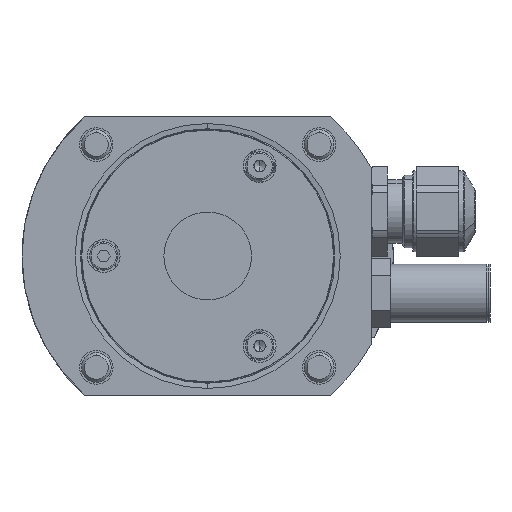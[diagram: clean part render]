
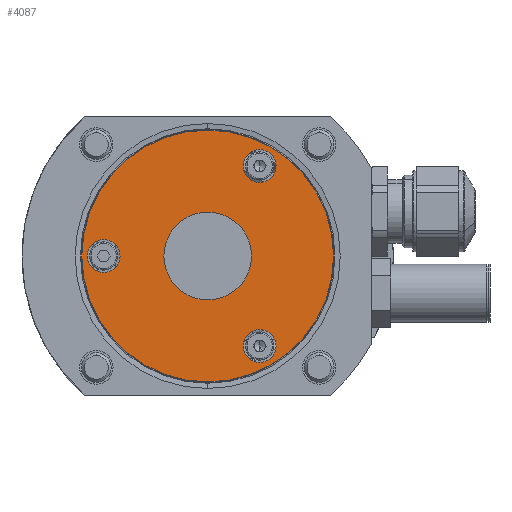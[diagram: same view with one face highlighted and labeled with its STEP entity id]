
A CAD part, left-side view. The second image highlights one B-rep face of the part: STEP entity #4087.
In plain terms, the highlighted planar face has unit normal (-1, 0, 0).
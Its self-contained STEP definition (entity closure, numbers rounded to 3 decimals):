
#3829 = VERTEX_POINT ( 'NONE', #11466 ) ;
#3830 = EDGE_CURVE ( 'NONE', #3851, #3829, #11449, .T. ) ;
#3851 = VERTEX_POINT ( 'NONE', #11459 ) ;
#3852 = VERTEX_POINT ( 'NONE', #11307 ) ;
#3853 = VERTEX_POINT ( 'NONE', #11314 ) ;
#3889 = VERTEX_POINT ( 'NONE', #11747 ) ;
#3890 = EDGE_CURVE ( 'NONE', #3891, #3889, #11774, .T. ) ;
#3891 = VERTEX_POINT ( 'NONE', #11559 ) ;
#3960 = EDGE_LOOP ( 'NONE', ( #4095, #3961 ) ) ;
#3961 = ORIENTED_EDGE ( 'NONE', *, *, #4073, .F. ) ;
#3963 = VERTEX_POINT ( 'NONE', #11656 ) ;
#3970 = EDGE_CURVE ( 'NONE', #3852, #3853, #11639, .T. ) ;
#3972 = EDGE_LOOP ( 'NONE', ( #3987, #3976 ) ) ;
#3976 = ORIENTED_EDGE ( 'NONE', *, *, #4090, .T. ) ;
#3987 = ORIENTED_EDGE ( 'NONE', *, *, #4006, .T. ) ;
#3998 = VERTEX_POINT ( 'NONE', #11937 ) ;
#4001 = EDGE_CURVE ( 'NONE', #3829, #3851, #12047, .T. ) ;
#4006 = EDGE_CURVE ( 'NONE', #4054, #4069, #12033, .T. ) ;
#4049 = EDGE_LOOP ( 'NONE', ( #4062, #4080 ) ) ;
#4054 = VERTEX_POINT ( 'NONE', #11968 ) ;
#4056 = EDGE_LOOP ( 'NONE', ( #4092, #4093 ) ) ;
#4058 = EDGE_CURVE ( 'NONE', #3889, #3891, #11962, .T. ) ;
#4062 = ORIENTED_EDGE ( 'NONE', *, *, #4058, .F. ) ;
#4068 = EDGE_CURVE ( 'NONE', #3998, #3963, #12100, .T. ) ;
#4069 = VERTEX_POINT ( 'NONE', #12097 ) ;
#4073 = EDGE_CURVE ( 'NONE', #3963, #3998, #12086, .T. ) ;
#4080 = ORIENTED_EDGE ( 'NONE', *, *, #3890, .F. ) ;
#4087 = ADVANCED_FACE ( 'NONE', ( #12073, #12062, #12057, #12056, #12052 ), #12060, .F. ) ;
#4090 = EDGE_CURVE ( 'NONE', #4069, #4054, #12070, .T. ) ;
#4092 = ORIENTED_EDGE ( 'NONE', *, *, #4001, .F. ) ;
#4093 = ORIENTED_EDGE ( 'NONE', *, *, #3830, .F. ) ;
#4094 = ORIENTED_EDGE ( 'NONE', *, *, #3970, .F. ) ;
#4095 = ORIENTED_EDGE ( 'NONE', *, *, #4068, .F. ) ;
#4096 = EDGE_LOOP ( 'NONE', ( #4094, #4108 ) ) ;
#4108 = ORIENTED_EDGE ( 'NONE', *, *, #4109, .F. ) ;
#4109 = EDGE_CURVE ( 'NONE', #3853, #3852, #11948, .T. ) ;
#11307 = CARTESIAN_POINT ( 'NONE',  ( -79.8, 0., 5.9 ) ) ;
#11314 = CARTESIAN_POINT ( 'NONE',  ( -79.8, 0., -5.9 ) ) ;
#11324 = DIRECTION ( 'NONE',  ( 0., 0., 1. ) ) ;
#11325 = DIRECTION ( 'NONE',  ( -1., 0., 0. ) ) ;
#11326 = CARTESIAN_POINT ( 'NONE',  ( -79.8, -7., 12.124 ) ) ;
#11449 = CIRCLE ( 'NONE', #11467, 2.2 ) ;
#11459 = CARTESIAN_POINT ( 'NONE',  ( -79.8, -7., 9.924 ) ) ;
#11466 = CARTESIAN_POINT ( 'NONE',  ( -79.8, -7., 14.324 ) ) ;
#11467 = AXIS2_PLACEMENT_3D ( 'NONE', #11326, #11325, #11324 ) ;
#11559 = CARTESIAN_POINT ( 'NONE',  ( -79.8, 14., -2.2 ) ) ;
#11639 = CIRCLE ( 'NONE', #11879, 5.9 ) ;
#11656 = CARTESIAN_POINT ( 'NONE',  ( -79.8, -7., -14.324 ) ) ;
#11747 = CARTESIAN_POINT ( 'NONE',  ( -79.8, 14., 2.2 ) ) ;
#11748 = AXIS2_PLACEMENT_3D ( 'NONE', #11783, #11788, #11787 ) ;
#11774 = CIRCLE ( 'NONE', #11748, 2.2 ) ;
#11783 = CARTESIAN_POINT ( 'NONE',  ( -79.8, 14., 0. ) ) ;
#11787 = DIRECTION ( 'NONE',  ( 0., 0., 1. ) ) ;
#11788 = DIRECTION ( 'NONE',  ( -1., 0., 0. ) ) ;
#11876 = DIRECTION ( 'NONE',  ( 0., 0., 1. ) ) ;
#11877 = DIRECTION ( 'NONE',  ( -1., 0., 0. ) ) ;
#11878 = CARTESIAN_POINT ( 'NONE',  ( -79.8, 0., 0. ) ) ;
#11879 = AXIS2_PLACEMENT_3D ( 'NONE', #11878, #11877, #11876 ) ;
#11937 = CARTESIAN_POINT ( 'NONE',  ( -79.8, -7., -9.924 ) ) ;
#11939 = DIRECTION ( 'NONE',  ( 0., 0., 1. ) ) ;
#11940 = DIRECTION ( 'NONE',  ( -1., 0., 0. ) ) ;
#11941 = CARTESIAN_POINT ( 'NONE',  ( -79.8, 0., 0. ) ) ;
#11942 = AXIS2_PLACEMENT_3D ( 'NONE', #11941, #11940, #11939 ) ;
#11948 = CIRCLE ( 'NONE', #11942, 5.9 ) ;
#11954 = CARTESIAN_POINT ( 'NONE',  ( -79.8, 14., 0. ) ) ;
#11962 = CIRCLE ( 'NONE', #11971, 2.2 ) ;
#11968 = CARTESIAN_POINT ( 'NONE',  ( -79.8, 0., 16.95 ) ) ;
#11971 = AXIS2_PLACEMENT_3D ( 'NONE', #11954, #12102, #12101 ) ;
#12018 = DIRECTION ( 'NONE',  ( 0., 0., 1. ) ) ;
#12019 = DIRECTION ( 'NONE',  ( -1., 0., 0. ) ) ;
#12020 = AXIS2_PLACEMENT_3D ( 'NONE', #12022, #12019, #12018 ) ;
#12022 = CARTESIAN_POINT ( 'NONE',  ( -79.8, 0., 0. ) ) ;
#12028 = DIRECTION ( 'NONE',  ( 0., 0., 1. ) ) ;
#12029 = DIRECTION ( 'NONE',  ( -1., 0., 0. ) ) ;
#12030 = AXIS2_PLACEMENT_3D ( 'NONE', #12035, #12029, #12028 ) ;
#12033 = CIRCLE ( 'NONE', #12020, 16.95 ) ;
#12035 = CARTESIAN_POINT ( 'NONE',  ( -79.8, -7., 12.124 ) ) ;
#12047 = CIRCLE ( 'NONE', #12030, 2.2 ) ;
#12052 = FACE_OUTER_BOUND ( 'NONE', #3972, .T. ) ;
#12056 = FACE_BOUND ( 'NONE', #4096, .T. ) ;
#12057 = FACE_BOUND ( 'NONE', #3960, .T. ) ;
#12059 = AXIS2_PLACEMENT_3D ( 'NONE', #12132, #12131, #12130 ) ;
#12060 = PLANE ( 'NONE',  #12059 ) ;
#12062 = FACE_BOUND ( 'NONE', #4056, .T. ) ;
#12070 = CIRCLE ( 'NONE', #12119, 16.95 ) ;
#12071 = DIRECTION ( 'NONE',  ( 0., 0., 1. ) ) ;
#12072 = DIRECTION ( 'NONE',  ( -1., 0., 0. ) ) ;
#12073 = FACE_BOUND ( 'NONE', #4049, .T. ) ;
#12076 = CARTESIAN_POINT ( 'NONE',  ( -79.8, -7., -12.124 ) ) ;
#12086 = CIRCLE ( 'NONE', #12098, 2.2 ) ;
#12088 = DIRECTION ( 'NONE',  ( 0., 0., 1. ) ) ;
#12089 = AXIS2_PLACEMENT_3D ( 'NONE', #12096, #12103, #12088 ) ;
#12096 = CARTESIAN_POINT ( 'NONE',  ( -79.8, -7., -12.124 ) ) ;
#12097 = CARTESIAN_POINT ( 'NONE',  ( -79.8, 0., -16.95 ) ) ;
#12098 = AXIS2_PLACEMENT_3D ( 'NONE', #12076, #12072, #12071 ) ;
#12100 = CIRCLE ( 'NONE', #12089, 2.2 ) ;
#12101 = DIRECTION ( 'NONE',  ( 0., 0., 1. ) ) ;
#12102 = DIRECTION ( 'NONE',  ( -1., 0., 0. ) ) ;
#12103 = DIRECTION ( 'NONE',  ( -1., 0., 0. ) ) ;
#12118 = DIRECTION ( 'NONE',  ( 0., 0., 1. ) ) ;
#12119 = AXIS2_PLACEMENT_3D ( 'NONE', #12124, #12129, #12118 ) ;
#12124 = CARTESIAN_POINT ( 'NONE',  ( -79.8, 0., 0. ) ) ;
#12129 = DIRECTION ( 'NONE',  ( -1., 0., 0. ) ) ;
#12130 = DIRECTION ( 'NONE',  ( 0., 0., -1. ) ) ;
#12131 = DIRECTION ( 'NONE',  ( 1., 0., 0. ) ) ;
#12132 = CARTESIAN_POINT ( 'NONE',  ( -79.8, -8.343, 0. ) ) ;
